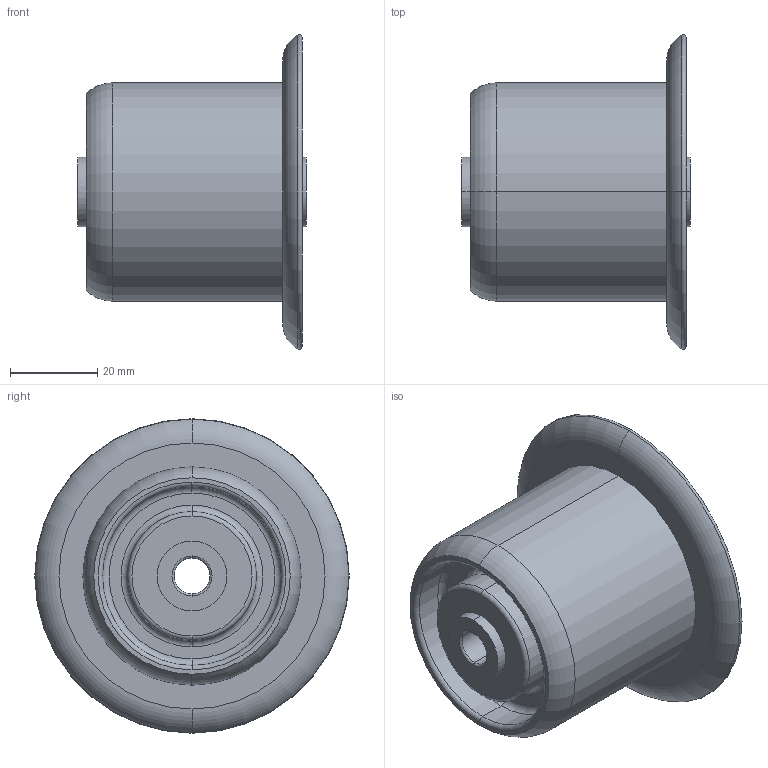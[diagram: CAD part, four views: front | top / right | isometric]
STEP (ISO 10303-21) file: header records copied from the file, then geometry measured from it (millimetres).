
FILE_DESCRIPTION (( 'STEP AP214' ), '1' );
FILE_NAME ('0026927_SR80.STEP', '2015-01-05T12:19:49', ( '' ), ( '' ), 'SwSTEP 2.0', 'SolidWorks 2014', '' );
FILE_SCHEMA (( 'AUTOMOTIVE_DESIGN' ));
Length unit declared in the file: millimetre
Products named in the file (1): 0026927_SR80
Bounding box: 52.4 x 72 x 72 mm (x, y, z)
Volume: 82117.7 mm3; surface area: 20388.8 mm2
Topology: 1 solids, 1 shells, 56 faces, 112 edges, 66 vertices
Faces by surface type: torus 28, cylinder 18, plane 10
Entity records: 1520 total; most frequent: DIRECTION 320, CARTESIAN_POINT 235, ORIENTED_EDGE 224, AXIS2_PLACEMENT_3D 151, EDGE_CURVE 112, CIRCLE 94, EDGE_LOOP 66, VERTEX_POINT 66
